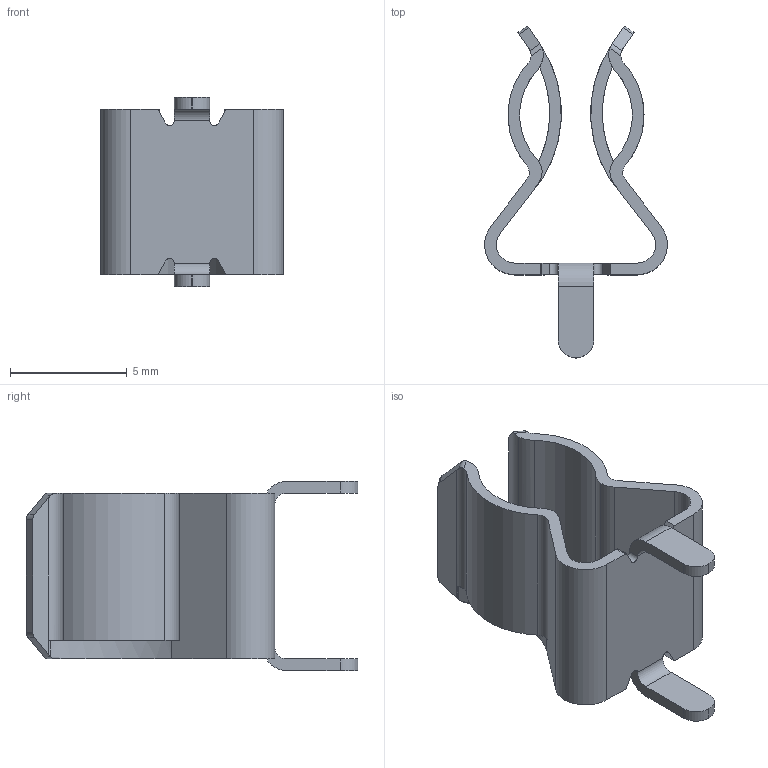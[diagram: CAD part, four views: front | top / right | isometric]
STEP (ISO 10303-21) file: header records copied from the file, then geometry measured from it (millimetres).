
FILE_DESCRIPTION(/* description */ (''),/* implementation_level */ '2;1');
FILE_NAME(/* name */ '01020071Z Rev 1.stp',/* time_stamp */ '2023-10-03T11:58:22-05:00',/* author */ ('RTrevino2'),/* organization */ (''),/* preprocessor_version */ 'ST-DEVELOPER v18.1',/* originating_system */ 'Autodesk Inventor 2021',/* authorisation */ '');
FILE_SCHEMA (('AUTOMOTIVE_DESIGN { 1 0 10303 214 3 1 1 }'));
Length unit declared in the file: millimetre
Products named in the file (1): 01020071Z Rev 1
Bounding box: 7.84 x 14.23 x 8.11 mm (x, y, z)
Volume: 109.2 mm3; surface area: 490.3 mm2
Topology: 1 solids, 1 shells, 106 faces, 306 edges, 200 vertices
Faces by surface type: plane 58, cylinder 48
Entity records: 3605 total; most frequent: CARTESIAN_POINT 671, DIRECTION 632, ORIENTED_EDGE 612, EDGE_CURVE 306, AXIS2_PLACEMENT_3D 227, VERTEX_POINT 200, LINE 178, VECTOR 178
